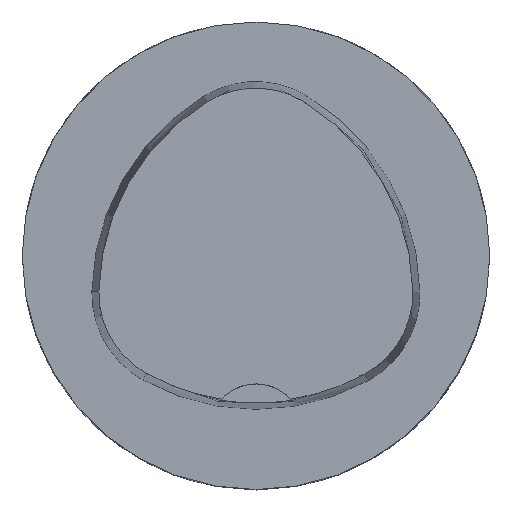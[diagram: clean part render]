
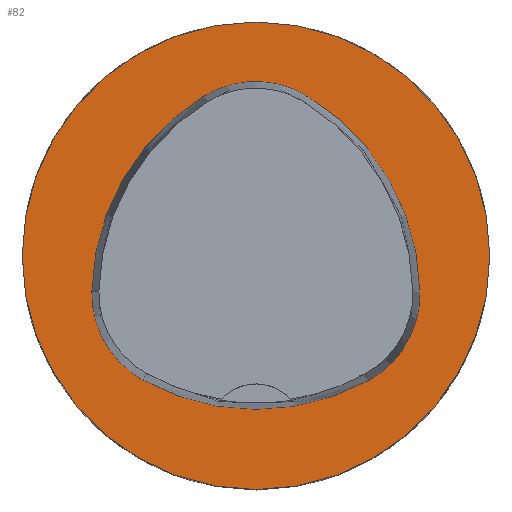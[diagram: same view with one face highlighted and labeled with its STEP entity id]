
A CAD part, top view. The second image highlights one B-rep face of the part: STEP entity #82.
In plain terms, the highlighted planar face has unit normal (0, 0, 1).
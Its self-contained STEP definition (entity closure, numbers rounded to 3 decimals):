
#43=FACE_BOUND('',#139,.T.);
#44=FACE_BOUND('',#140,.T.);
#58=PLANE('',#473);
#82=ADVANCED_FACE('',(#43,#44),#58,.T.);
#139=EDGE_LOOP('',(#248,#249,#250,#251,#252,#253));
#140=EDGE_LOOP('',(#254));
#248=ORIENTED_EDGE('',*,*,#375,.T.);
#249=ORIENTED_EDGE('',*,*,#355,.T.);
#250=ORIENTED_EDGE('',*,*,#359,.T.);
#251=ORIENTED_EDGE('',*,*,#362,.T.);
#252=ORIENTED_EDGE('',*,*,#365,.T.);
#253=ORIENTED_EDGE('',*,*,#373,.T.);
#254=ORIENTED_EDGE('',*,*,#378,.F.);
#318=VERTEX_POINT('',#653);
#319=VERTEX_POINT('',#654);
#322=VERTEX_POINT('',#662);
#324=VERTEX_POINT('',#668);
#326=VERTEX_POINT('',#674);
#333=VERTEX_POINT('',#695);
#334=VERTEX_POINT('',#705);
#355=EDGE_CURVE('',#318,#319,#408,.T.);
#359=EDGE_CURVE('',#319,#322,#410,.T.);
#362=EDGE_CURVE('',#322,#324,#412,.T.);
#365=EDGE_CURVE('',#324,#326,#414,.T.);
#373=EDGE_CURVE('',#326,#333,#418,.T.);
#375=EDGE_CURVE('',#333,#318,#420,.T.);
#378=EDGE_CURVE('',#334,#334,#423,.T.);
#408=CIRCLE('',#450,20.);
#410=CIRCLE('',#453,8.5);
#412=CIRCLE('',#456,20.);
#414=CIRCLE('',#459,8.5);
#418=CIRCLE('',#464,20.);
#420=CIRCLE('',#467,8.5);
#423=CIRCLE('',#472,20.);
#450=AXIS2_PLACEMENT_3D('',#652,#514,#515);
#453=AXIS2_PLACEMENT_3D('',#661,#522,#523);
#456=AXIS2_PLACEMENT_3D('',#667,#529,#530);
#459=AXIS2_PLACEMENT_3D('',#673,#536,#537);
#464=AXIS2_PLACEMENT_3D('',#696,#548,#549);
#467=AXIS2_PLACEMENT_3D('',#699,#554,#555);
#472=AXIS2_PLACEMENT_3D('',#704,#564,#565);
#473=AXIS2_PLACEMENT_3D('',#706,#566,#567);
#514=DIRECTION('',(0.,0.,-1.));
#515=DIRECTION('',(-1.,0.,0.));
#522=DIRECTION('',(0.,0.,-1.));
#523=DIRECTION('',(-1.,0.,0.));
#529=DIRECTION('',(0.,0.,-1.));
#530=DIRECTION('',(-1.,0.,0.));
#536=DIRECTION('',(0.,0.,-1.));
#537=DIRECTION('',(-1.,0.,0.));
#548=DIRECTION('',(0.,0.,-1.));
#549=DIRECTION('',(-1.,0.,0.));
#554=DIRECTION('',(0.,0.,-1.));
#555=DIRECTION('',(-1.,0.,0.));
#564=DIRECTION('',(0.,0.,-1.));
#565=DIRECTION('',(-1.,0.,0.));
#566=DIRECTION('',(0.,0.,1.));
#567=DIRECTION('',(1.,0.,0.));
#652=CARTESIAN_POINT('',(5.955,-3.414,0.));
#653=CARTESIAN_POINT('',(-14.041,-3.042,0.));
#654=CARTESIAN_POINT('',(-4.472,13.653,0.));
#661=CARTESIAN_POINT('',(-0.04,6.4,0.));
#662=CARTESIAN_POINT('',(4.347,13.68,0.));
#667=CARTESIAN_POINT('',(-5.976,-3.45,0.));
#668=CARTESIAN_POINT('',(14.021,-3.075,0.));
#673=CARTESIAN_POINT('',(5.522,-3.235,0.));
#674=CARTESIAN_POINT('',(9.588,-10.699,0.));
#695=CARTESIAN_POINT('',(-9.655,-10.639,0.));
#696=CARTESIAN_POINT('',(0.022,6.864,0.));
#699=CARTESIAN_POINT('',(-5.543,-3.2,0.));
#704=CARTESIAN_POINT('',(0.,0.,0.));
#705=CARTESIAN_POINT('',(-20.,0.,0.));
#706=CARTESIAN_POINT('',(0.,0.,0.));
